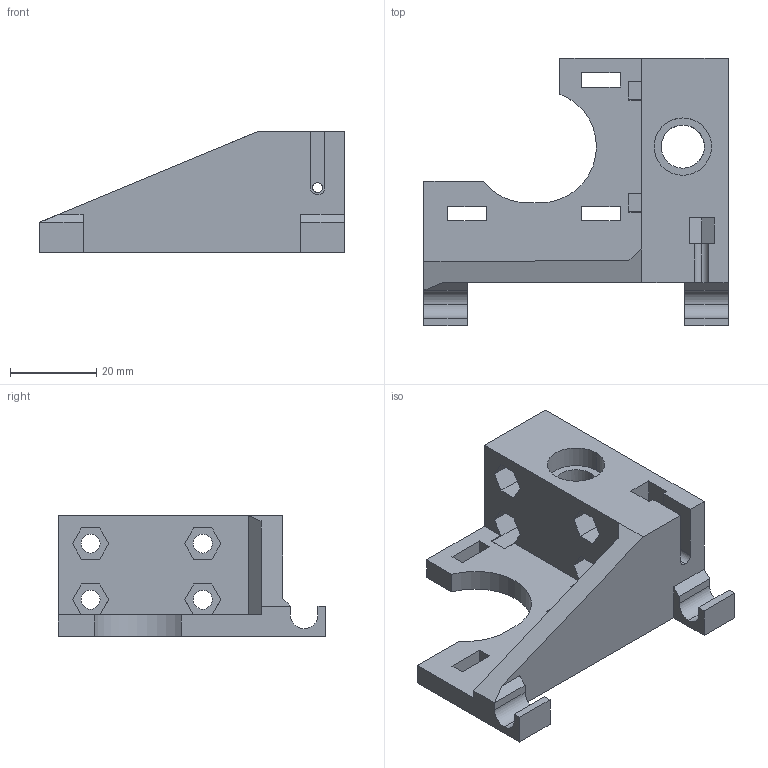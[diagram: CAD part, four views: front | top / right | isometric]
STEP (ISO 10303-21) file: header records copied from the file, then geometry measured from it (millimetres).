
FILE_DESCRIPTION (( 'STEP AP214' ), '1' );
FILE_NAME ('M8-Block 00.STEP', '2011-02-18T23:15:46', ( 'Owner' ), ( '22ndstreetcomputers.com' ), 'SwSTEP 2.0', 'SolidWorks 2010', '' );
FILE_SCHEMA (( 'AUTOMOTIVE_DESIGN' ));
Length unit declared in the file: millimetre
Products named in the file (1): M8-Block 00
Bounding box: 70.5 x 62 x 28 mm (x, y, z)
Volume: 33304 mm3; surface area: 14726.7 mm2
Topology: 1 solids, 1 shells, 111 faces, 313 edges, 208 vertices
Faces by surface type: plane 81, cylinder 30
Entity records: 3729 total; most frequent: CARTESIAN_POINT 721, ORIENTED_EDGE 626, DIRECTION 593, EDGE_CURVE 313, LINE 249, VECTOR 249, VERTEX_POINT 208, AXIS2_PLACEMENT_3D 172
